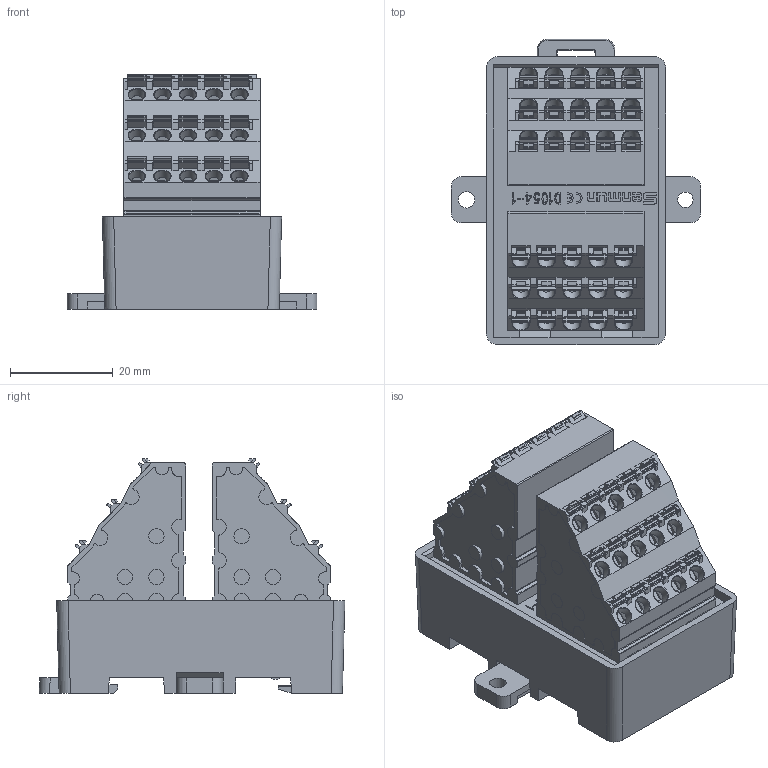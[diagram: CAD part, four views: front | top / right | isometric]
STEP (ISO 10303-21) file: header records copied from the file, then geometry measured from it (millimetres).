
FILE_DESCRIPTION(/* description */ (''),/* implementation_level */ '2;1');
FILE_NAME(/* name */ 'D1054-1.stp',/* time_stamp */ '2024-08-14T11:10:16+08:00',/* author */ (''),/* organization */ (''),/* preprocessor_version */ 'ST-DEVELOPER v14',/* originating_system */ 'SIEMENS PLM Software NX 8.0',/* authorisation */ '');
FILE_SCHEMA (('AUTOMOTIVE_DESIGN { 1 0 10303 214 3 1 1 1 }'));
Products named in the file (1): Admi089C3F336m7z
Bounding box: 48.6 x 59.51 x 45.68 mm (x, y, z)
Volume: 53824 mm3; surface area: 16044.8 mm2
Topology: 3 solids, 8 shells, 1824 faces, 5236 edges, 3503 vertices
Faces by surface type: plane 1321, cylinder 337, extrusion 96, revolution 60, bspline 10
Full cylindrical faces by diameter (mm): 2.999 x12, 3 x1, 3.199 x30, 3.2 x1
Entity records: 64154 total; most frequent: CARTESIAN_POINT 16728, ORIENTED_EDGE 10304, DIRECTION 8603, EDGE_CURVE 5152, VECTOR 3505, VERTEX_POINT 3465, LINE 3409, AXIS2_PLACEMENT_3D 2519
